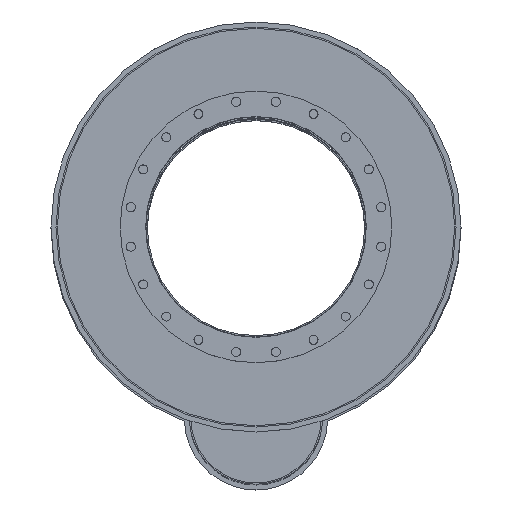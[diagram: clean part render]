
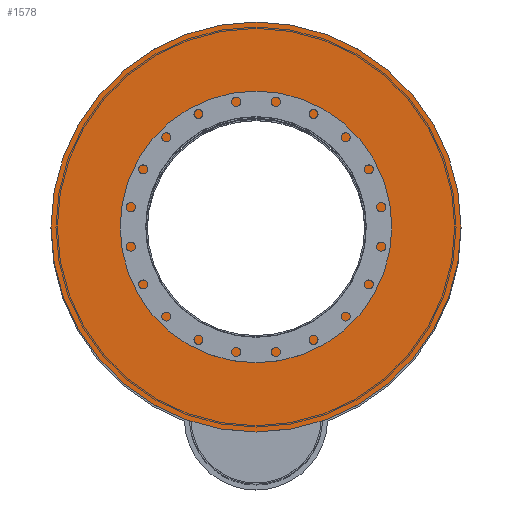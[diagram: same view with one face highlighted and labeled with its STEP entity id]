
A CAD part, top view. The second image highlights one B-rep face of the part: STEP entity #1578.
In plain terms, the highlighted planar face has unit normal (0, 0, 1).
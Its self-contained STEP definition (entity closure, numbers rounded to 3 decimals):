
#140=PLANE('',#1809);
#294=FACE_BOUND('',#639,.T.);
#392=FACE_OUTER_BOUND('',#638,.T.);
#638=EDGE_LOOP('',(#1406));
#639=EDGE_LOOP('',(#1407));
#774=CIRCLE('',#1804,331.);
#776=CIRCLE('',#1807,615.);
#922=VERTEX_POINT('',#2693);
#924=VERTEX_POINT('',#2698);
#1086=EDGE_CURVE('',#922,#922,#774,.T.);
#1088=EDGE_CURVE('',#924,#924,#776,.T.);
#1406=ORIENTED_EDGE('',*,*,#1088,.F.);
#1407=ORIENTED_EDGE('',*,*,#1086,.T.);
#1578=ADVANCED_FACE('',(#392,#294),#140,.F.);
#1804=AXIS2_PLACEMENT_3D('',#2694,#2271,#2272);
#1807=AXIS2_PLACEMENT_3D('',#2699,#2277,#2278);
#1809=AXIS2_PLACEMENT_3D('',#2702,#2281,#2282);
#2271=DIRECTION('center_axis',(0.,0.,-1.));
#2272=DIRECTION('ref_axis',(-1.,0.,0.));
#2277=DIRECTION('center_axis',(0.,0.,-1.));
#2278=DIRECTION('ref_axis',(-1.,0.,0.));
#2281=DIRECTION('center_axis',(0.,0.,-1.));
#2282=DIRECTION('ref_axis',(-1.,0.,0.));
#2693=CARTESIAN_POINT('',(331.,0.,3910.));
#2694=CARTESIAN_POINT('Origin',(0.,0.,3910.));
#2698=CARTESIAN_POINT('',(615.,0.,3910.));
#2699=CARTESIAN_POINT('Origin',(0.,0.,3910.));
#2702=CARTESIAN_POINT('Origin',(0.,0.,3910.));
